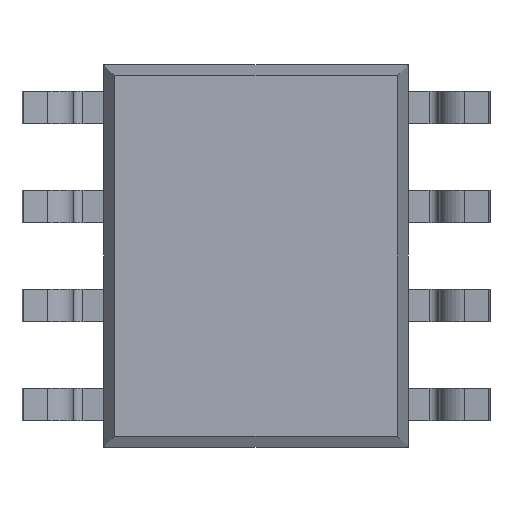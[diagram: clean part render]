
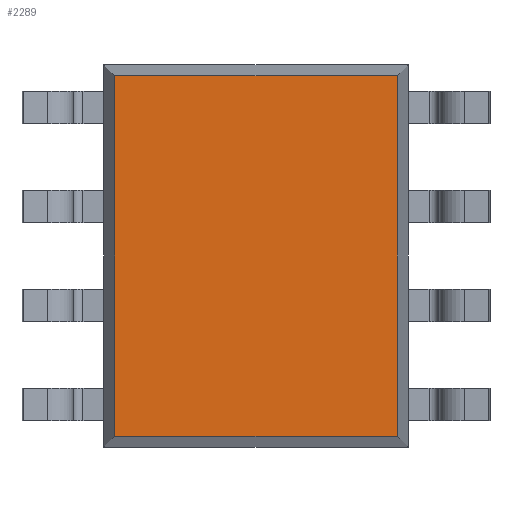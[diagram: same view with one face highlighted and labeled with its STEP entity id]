
A CAD part, front view. The second image highlights one B-rep face of the part: STEP entity #2289.
In plain terms, the highlighted planar face has unit normal (0, -1, 0).
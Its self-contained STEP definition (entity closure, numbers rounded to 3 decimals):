
#155=FACE_OUTER_BOUND('',#287,.T.);
#287=EDGE_LOOP('',(#1895,#1896,#1897,#1898));
#574=LINE('',#3680,#831);
#575=LINE('',#3682,#832);
#576=LINE('',#3684,#833);
#577=LINE('',#3685,#834);
#831=VECTOR('',#3008,1000.);
#832=VECTOR('',#3009,1000.);
#833=VECTOR('',#3010,1000.);
#834=VECTOR('',#3011,1000.);
#1065=VERTEX_POINT('',#3678);
#1066=VERTEX_POINT('',#3679);
#1067=VERTEX_POINT('',#3681);
#1068=VERTEX_POINT('',#3683);
#1352=EDGE_CURVE('',#1065,#1066,#574,.T.);
#1353=EDGE_CURVE('',#1066,#1067,#575,.T.);
#1354=EDGE_CURVE('',#1067,#1068,#576,.T.);
#1355=EDGE_CURVE('',#1068,#1065,#577,.T.);
#1895=ORIENTED_EDGE('',*,*,#1352,.T.);
#1896=ORIENTED_EDGE('',*,*,#1353,.T.);
#1897=ORIENTED_EDGE('',*,*,#1354,.T.);
#1898=ORIENTED_EDGE('',*,*,#1355,.T.);
#2166=PLANE('',#2494);
#2289=ADVANCED_FACE('',(#155),#2166,.T.);
#2494=AXIS2_PLACEMENT_3D('',#3677,#3006,#3007);
#3006=DIRECTION('center_axis',(0.,-1.,0.));
#3007=DIRECTION('ref_axis',(0.,0.,-1.));
#3008=DIRECTION('',(1.,0.,0.));
#3009=DIRECTION('',(0.,0.,1.));
#3010=DIRECTION('',(-1.,0.,0.));
#3011=DIRECTION('',(0.,0.,-1.));
#3677=CARTESIAN_POINT('Origin',(0.,0.25,0.));
#3678=CARTESIAN_POINT('',(-1.814,0.25,-2.314));
#3679=CARTESIAN_POINT('',(1.814,0.25,-2.314));
#3680=CARTESIAN_POINT('',(-1.95,0.25,-2.314));
#3681=CARTESIAN_POINT('',(1.814,0.25,2.314));
#3682=CARTESIAN_POINT('',(1.814,0.25,-2.45));
#3683=CARTESIAN_POINT('',(-1.814,0.25,2.314));
#3684=CARTESIAN_POINT('',(1.95,0.25,2.314));
#3685=CARTESIAN_POINT('',(-1.814,0.25,2.45));
